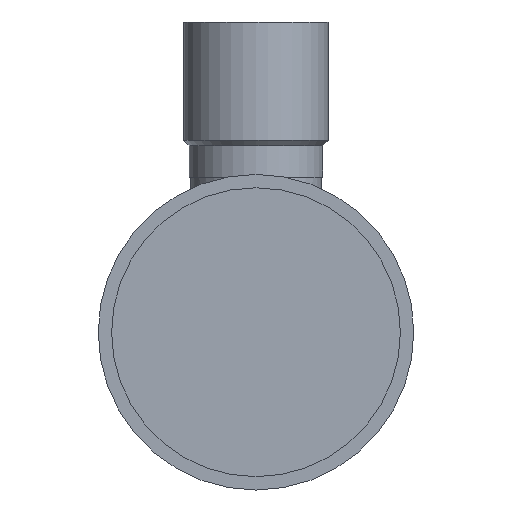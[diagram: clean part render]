
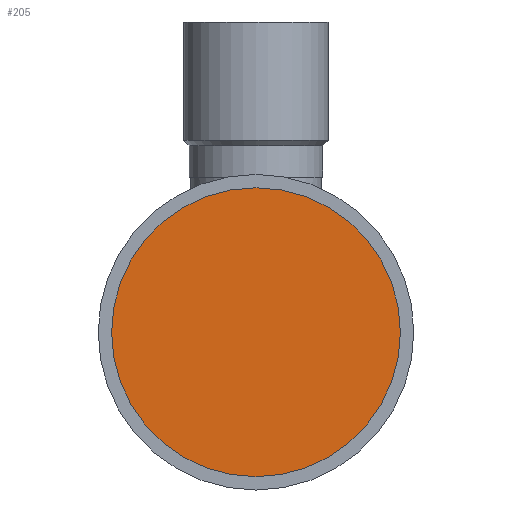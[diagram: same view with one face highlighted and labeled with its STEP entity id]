
A CAD part, front view. The second image highlights one B-rep face of the part: STEP entity #205.
In plain terms, the highlighted planar face has unit normal (0, -1, 0).
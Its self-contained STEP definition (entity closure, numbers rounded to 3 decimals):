
#41=ORIENTED_EDGE('',*,*,#74,.F.);
#74=EDGE_CURVE('',#92,#92,#110,.T.);
#92=VERTEX_POINT('',#359);
#110=CIRCLE('',#242,27.);
#130=EDGE_LOOP('',(#41));
#166=FACE_BOUND('',#130,.T.);
#196=PLANE('',#243);
#205=ADVANCED_FACE('',(#166),#196,.F.);
#242=AXIS2_PLACEMENT_3D('',#358,#289,#290);
#243=AXIS2_PLACEMENT_3D('',#360,#291,#292);
#289=DIRECTION('',(0.,1.,0.));
#290=DIRECTION('',(1.,0.,0.));
#291=DIRECTION('',(0.,1.,0.));
#292=DIRECTION('',(0.,0.,1.));
#358=CARTESIAN_POINT('',(0.,33.7,0.));
#359=CARTESIAN_POINT('',(27.,33.7,0.));
#360=CARTESIAN_POINT('',(0.,33.7,0.));
